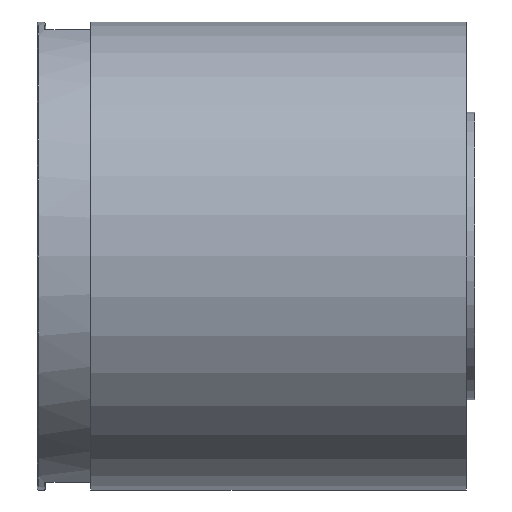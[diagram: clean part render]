
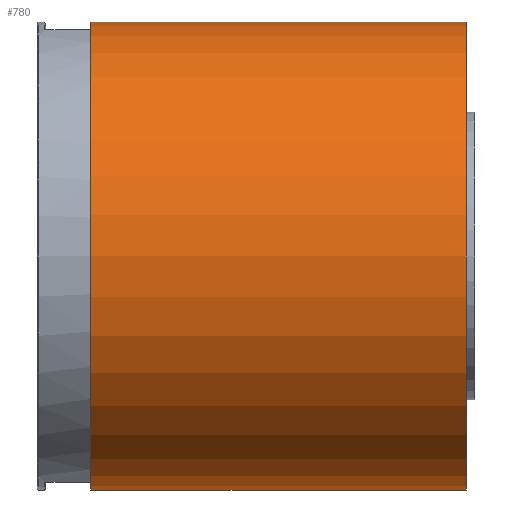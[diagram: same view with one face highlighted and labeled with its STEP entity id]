
A CAD part, left-side view. The second image highlights one B-rep face of the part: STEP entity #780.
In plain terms, the highlighted cylindrical face has radius 28.5 mm (diameter 57 mm), a partial arc.
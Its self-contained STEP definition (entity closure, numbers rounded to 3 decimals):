
#436 = LINE ( 'NONE', #2450, #1710 ) ;
#780 = ADVANCED_FACE ( 'NONE', ( #1252 ), #11698, .T. ) ;
#879 = LINE ( 'NONE', #5736, #1497 ) ;
#927 = AXIS2_PLACEMENT_3D ( 'NONE', #6875, #2001, #2072 ) ;
#930 = DIRECTION ( 'NONE',  ( 0., 0., -1. ) ) ;
#1174 = EDGE_CURVE ( 'NONE', #10097, #7498, #3818, .T. ) ;
#1252 = FACE_OUTER_BOUND ( 'NONE', #4458, .T. ) ;
#1273 = CARTESIAN_POINT ( 'NONE',  ( 0., 46.75, 28.5 ) ) ;
#1497 = VECTOR ( 'NONE', #7695, 1000. ) ;
#1710 = VECTOR ( 'NONE', #11813, 1000. ) ;
#1829 = VERTEX_POINT ( 'NONE', #8691 ) ;
#2001 = DIRECTION ( 'NONE',  ( 0., -1., 0. ) ) ;
#2072 = DIRECTION ( 'NONE',  ( 0., 0., -1. ) ) ;
#2130 = DIRECTION ( 'NONE',  ( 0., -1., 0. ) ) ;
#2450 = CARTESIAN_POINT ( 'NONE',  ( 0., 0., 28.5 ) ) ;
#3141 = DIRECTION ( 'NONE',  ( 0., -1., 0. ) ) ;
#3182 = CARTESIAN_POINT ( 'NONE',  ( 0., 1., -28.5 ) ) ;
#3285 = ORIENTED_EDGE ( 'NONE', *, *, #4749, .F. ) ;
#3663 = AXIS2_PLACEMENT_3D ( 'NONE', #8508, #3141, #930 ) ;
#3818 = CIRCLE ( 'NONE', #10916, 28.5 ) ;
#3938 = VERTEX_POINT ( 'NONE', #3182 ) ;
#4131 = DIRECTION ( 'NONE',  ( 0., 0., -1. ) ) ;
#4458 = EDGE_LOOP ( 'NONE', ( #5204, #4463, #12273, #3285 ) ) ;
#4463 = ORIENTED_EDGE ( 'NONE', *, *, #1174, .T. ) ;
#4749 = EDGE_CURVE ( 'NONE', #1829, #3938, #4875, .T. ) ;
#4875 = CIRCLE ( 'NONE', #3663, 28.5 ) ;
#5113 = CARTESIAN_POINT ( 'NONE',  ( 0., 46.75, -28.5 ) ) ;
#5204 = ORIENTED_EDGE ( 'NONE', *, *, #7691, .F. ) ;
#5736 = CARTESIAN_POINT ( 'NONE',  ( 0., 0., -28.5 ) ) ;
#6113 = EDGE_CURVE ( 'NONE', #7498, #3938, #879, .T. ) ;
#6875 = CARTESIAN_POINT ( 'NONE',  ( 0., 0., 0. ) ) ;
#7498 = VERTEX_POINT ( 'NONE', #5113 ) ;
#7691 = EDGE_CURVE ( 'NONE', #10097, #1829, #436, .T. ) ;
#7695 = DIRECTION ( 'NONE',  ( 0., -1., 0. ) ) ;
#8508 = CARTESIAN_POINT ( 'NONE',  ( 0., 1., 0. ) ) ;
#8691 = CARTESIAN_POINT ( 'NONE',  ( 0., 1., 28.5 ) ) ;
#9854 = CARTESIAN_POINT ( 'NONE',  ( 0., 46.75, 0. ) ) ;
#10097 = VERTEX_POINT ( 'NONE', #1273 ) ;
#10916 = AXIS2_PLACEMENT_3D ( 'NONE', #9854, #2130, #4131 ) ;
#11698 = CYLINDRICAL_SURFACE ( 'NONE', #927, 28.5 ) ;
#11813 = DIRECTION ( 'NONE',  ( 0., -1., 0. ) ) ;
#12273 = ORIENTED_EDGE ( 'NONE', *, *, #6113, .T. ) ;
